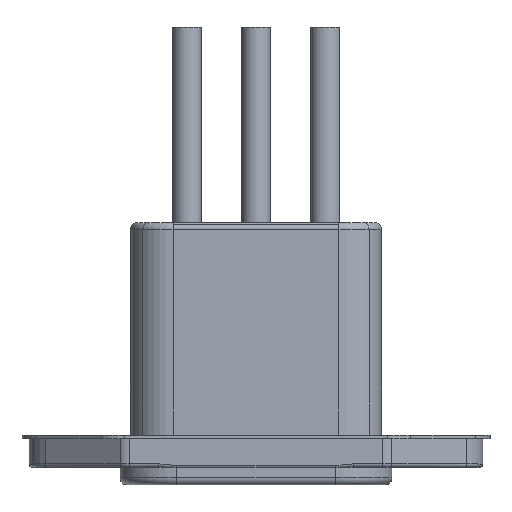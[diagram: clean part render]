
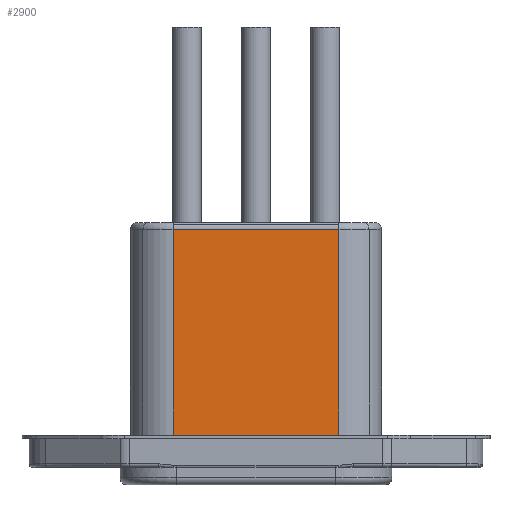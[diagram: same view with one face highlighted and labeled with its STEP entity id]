
A CAD part, top view. The second image highlights one B-rep face of the part: STEP entity #2900.
In plain terms, the highlighted planar face has unit normal (0, 0, 1).
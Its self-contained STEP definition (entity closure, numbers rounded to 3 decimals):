
#440=DIRECTION('',(0.,-1.,0.));
#441=VECTOR('',#440,22.682);
#442=CARTESIAN_POINT('',(9.144,26.238,10.135));
#443=LINE('',#442,#441);
#444=DIRECTION('',(1.,0.,0.));
#445=VECTOR('',#444,18.288);
#446=CARTESIAN_POINT('',(-9.144,3.556,10.135));
#447=LINE('',#446,#445);
#452=DIRECTION('',(0.,1.,0.));
#453=VECTOR('',#452,22.682);
#454=CARTESIAN_POINT('',(-9.144,3.556,10.135));
#455=LINE('',#454,#453);
#574=DIRECTION('',(1.,0.,0.));
#575=VECTOR('',#574,18.288);
#576=CARTESIAN_POINT('',(-9.144,26.238,10.135));
#577=LINE('',#576,#575);
#1851=CARTESIAN_POINT('',(-9.144,3.556,10.135));
#1852=VERTEX_POINT('',#1851);
#1853=CARTESIAN_POINT('',(-9.144,26.238,10.135));
#1854=VERTEX_POINT('',#1853);
#1863=CARTESIAN_POINT('',(9.144,26.238,10.135));
#1864=VERTEX_POINT('',#1863);
#1919=CARTESIAN_POINT('',(9.144,3.556,10.135));
#1920=VERTEX_POINT('',#1919);
#2887=CARTESIAN_POINT('',(13.843,3.175,10.135));
#2888=DIRECTION('',(0.,0.,1.));
#2889=DIRECTION('',(1.,0.,0.));
#2890=AXIS2_PLACEMENT_3D('',#2887,#2888,#2889);
#2891=PLANE('',#2890);
#2892=ORIENTED_EDGE('',*,*,#2623,.F.);
#2894=ORIENTED_EDGE('',*,*,#2893,.T.);
#2896=ORIENTED_EDGE('',*,*,#2895,.T.);
#2897=ORIENTED_EDGE('',*,*,#2880,.T.);
#2898=EDGE_LOOP('',(#2892,#2894,#2896,#2897));
#2899=FACE_OUTER_BOUND('',#2898,.F.);
#2623=EDGE_CURVE('',#1852,#1920,#447,.T.);
#2880=EDGE_CURVE('',#1864,#1920,#443,.T.);
#2893=EDGE_CURVE('',#1852,#1854,#455,.T.);
#2895=EDGE_CURVE('',#1854,#1864,#577,.T.);
#2900=ADVANCED_FACE('',(#2899),#2891,.T.);
